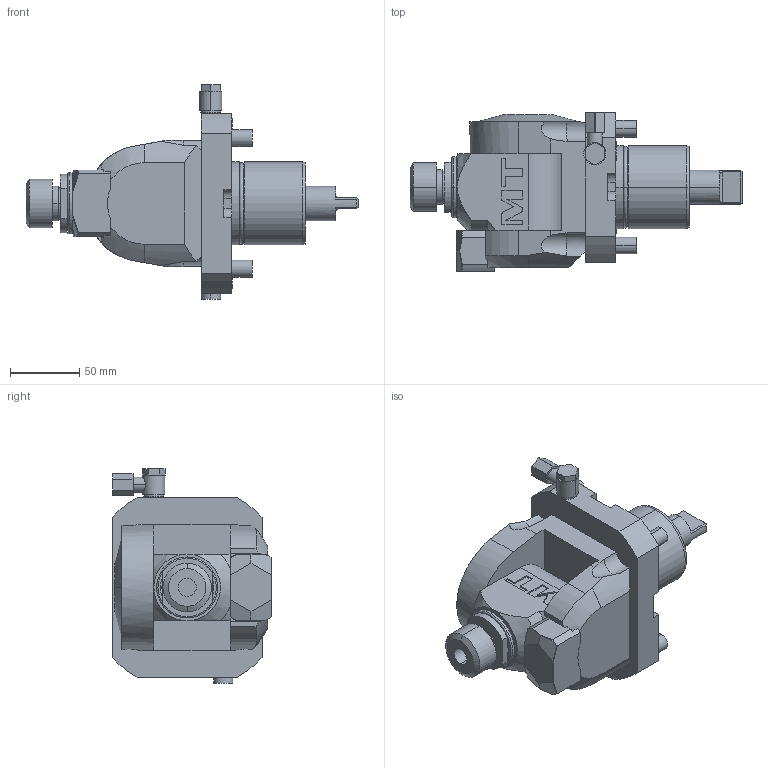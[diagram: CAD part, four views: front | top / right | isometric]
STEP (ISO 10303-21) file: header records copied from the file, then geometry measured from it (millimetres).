
FILE_DESCRIPTION((''),'2;1');
FILE_NAME('MNL0890120_CONF','2024-12-12T11:25:35',('smalpassi'),('M.T. srl'),'CREO PARAMETRIC BY PTC INC, 2023352','CREO PARAMETRIC BY PTC INC, 2023352','');
FILE_SCHEMA(('CONFIG_CONTROL_DESIGN'));
Length unit declared in the file: millimetre
Products named in the file (1): MNL0890120_CONF
Bounding box: 239.16 x 115 x 154.5 mm (x, y, z)
Volume: 1082590.7 mm3; surface area: 106885.3 mm2
Topology: 1 solids, 1 shells, 329 faces, 835 edges, 539 vertices
Faces by surface type: plane 192, cylinder 95, cone 22, torus 10, bspline 4, extrusion 4, sphere 2
Entity records: 10776 total; most frequent: CARTESIAN_POINT 2747, ORIENTED_EDGE 1670, DIRECTION 1643, EDGE_CURVE 835, AXIS2_PLACEMENT_3D 568, VERTEX_POINT 539, VECTOR 507, LINE 503
